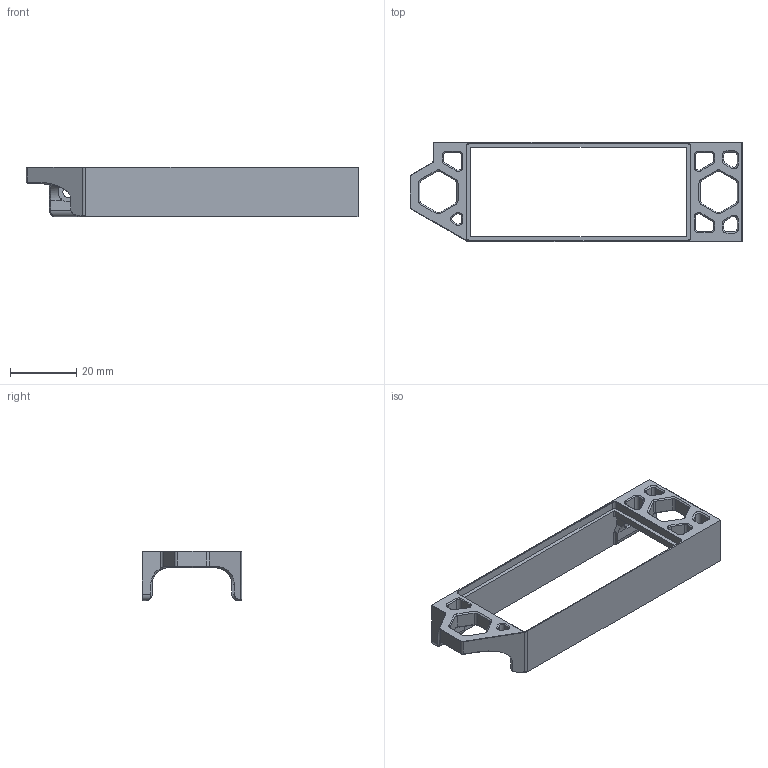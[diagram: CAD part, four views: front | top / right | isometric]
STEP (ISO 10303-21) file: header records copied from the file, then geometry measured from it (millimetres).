
FILE_DESCRIPTION(/* description */ (''),/* implementation_level */ '2;1');
FILE_NAME(/* name */ 'inlet_skirt_no_support.step',/* time_stamp */ '2020-09-11T12:16:44-07:00',/* author */ (''),/* organization */ (''),/* preprocessor_version */ 'ST-DEVELOPER v18.1',/* originating_system */ 'Autodesk Translation Framework v9.3.0.1241',/* authorisation */ '');
FILE_SCHEMA (('AUTOMOTIVE_DESIGN { 1 0 10303 214 3 1 1 }'));
Length unit declared in the file: millimetre
Products named in the file (2): inlet_skirt; Component1
Assembly tree (1 placements, depth 2):
  inlet_skirt
    Component1
Bounding box: 100 x 30 x 15 mm (x, y, z)
Volume: 6634.6 mm3; surface area: 8277.8 mm2
Topology: 1 solids, 1 shells, 349 faces, 891 edges, 531 vertices
Faces by surface type: plane 138, cylinder 72, cone 72, bspline 67
Full cylindrical faces by diameter (mm): 3.4 x2, 6 x2
Entity records: 13813 total; most frequent: CARTESIAN_POINT 5778, ORIENTED_EDGE 1768, DIRECTION 1486, EDGE_CURVE 884, VERTEX_POINT 531, LINE 510, VECTOR 510, AXIS2_PLACEMENT_3D 488
